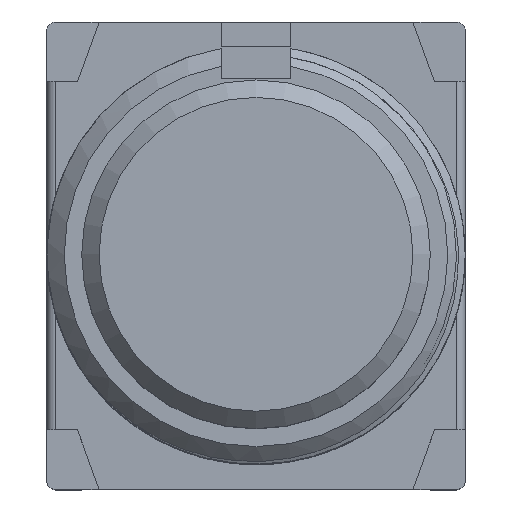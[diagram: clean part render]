
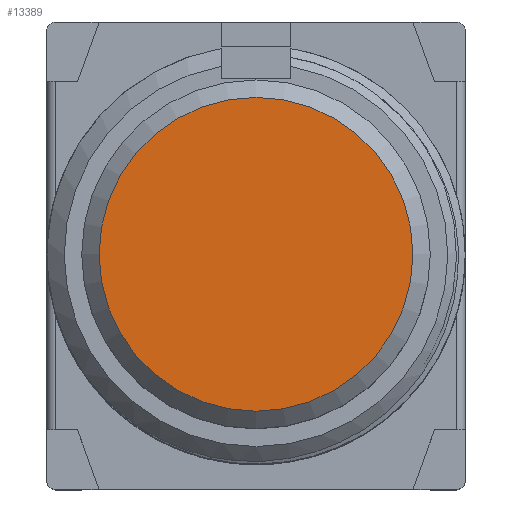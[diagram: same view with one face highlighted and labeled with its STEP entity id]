
A CAD part, top view. The second image highlights one B-rep face of the part: STEP entity #13389.
In plain terms, the highlighted planar face has unit normal (0, 0, 1).
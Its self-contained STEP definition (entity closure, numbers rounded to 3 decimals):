
#13349 = VERTEX_POINT('',#13350);
#13350 = CARTESIAN_POINT('',(0.,4.5,34.5));
#13358 = EDGE_CURVE('',#13349,#13349,#13359,.T.);
#13359 = CIRCLE('',#13360,4.5);
#13360 = AXIS2_PLACEMENT_3D('',#13361,#13362,#13363);
#13361 = CARTESIAN_POINT('',(0.,0.,34.5));
#13362 = DIRECTION('',(0.,-0.,1.));
#13363 = DIRECTION('',(0.,1.,0.));
#13389 = ADVANCED_FACE('',(#13390),#13393,.T.);
#13390 = FACE_BOUND('',#13391,.T.);
#13391 = EDGE_LOOP('',(#13392));
#13392 = ORIENTED_EDGE('',*,*,#13358,.T.);
#13393 = PLANE('',#13394);
#13394 = AXIS2_PLACEMENT_3D('',#13395,#13396,#13397);
#13395 = CARTESIAN_POINT('',(0.,0.,34.5));
#13396 = DIRECTION('',(0.,0.,1.));
#13397 = DIRECTION('',(1.,0.,0.));
